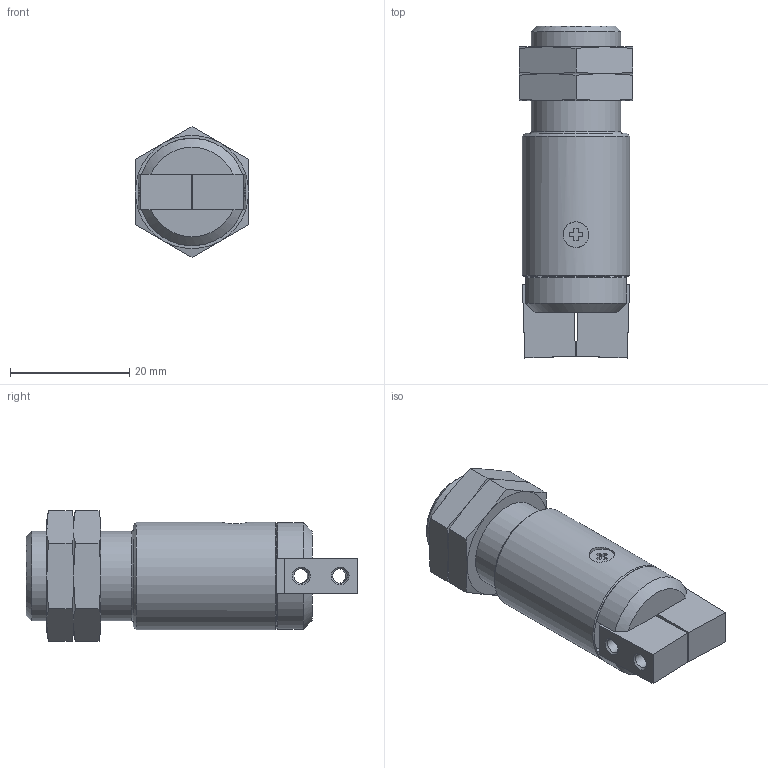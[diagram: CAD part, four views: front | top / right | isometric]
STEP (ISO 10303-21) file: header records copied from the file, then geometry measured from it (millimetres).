
FILE_DESCRIPTION(/* description */ ('STEP AP214'),/* implementation_level */ '2;1');
FILE_NAME(/* name */ '185703_HGWM-12-EZ-G7',/* time_stamp */ '2024-08-29T08:17:00+02:00',/* author */ ('License CC BY-ND 4.0'),/* organization */ ('CADENAS'),/* preprocessor_version */ 'ST-DEVELOPER v19.3',/* originating_system */ 'PARTsolutions',/* authorisation */ ' ');
FILE_SCHEMA (('AUTOMOTIVE_DESIGN {1 0 10303 214 3 1 1}'));
Length unit declared in the file: millimetre
Products named in the file (4): 185703 HGWM-12-EZ-G7---(asm_0_-4); 185703 HGWM-12-EZ-G7---(0, -4)_GR; HGWM-12-Ex-G8---(JAW); HGWM-12-Ex-G7---(NUT)
Assembly tree (5 placements, depth 2):
  185703 HGWM-12-EZ-G7---(asm_0_-4)
    185703 HGWM-12-EZ-G7---(0, -4)_GR
    HGWM-12-Ex-G8---(JAW)  x2
    HGWM-12-Ex-G7---(NUT)  x2
Bounding box: 19 x 55.68 x 21.94 mm (x, y, z)
Volume: 11989.5 mm3; surface area: 6794.8 mm2
Topology: 5 solids, 5 shells, 126 faces, 283 edges, 173 vertices
Faces by surface type: plane 58, cone 42, cylinder 25, torus 1
Full cylindrical faces by diameter (mm): 2 x4, 2.459 x5, 4.299 x1, 5 x2, 13.376 x2, 15 x2, 18 x1
Entity records: 2742 total; most frequent: CARTESIAN_POINT 529, DIRECTION 372, ORIENTED_EDGE 336, EDGE_CURVE 168, AXIS2_PLACEMENT_3D 150, EDGE_LOOP 124, FACE_BOUND 124, VERTEX_POINT 116
